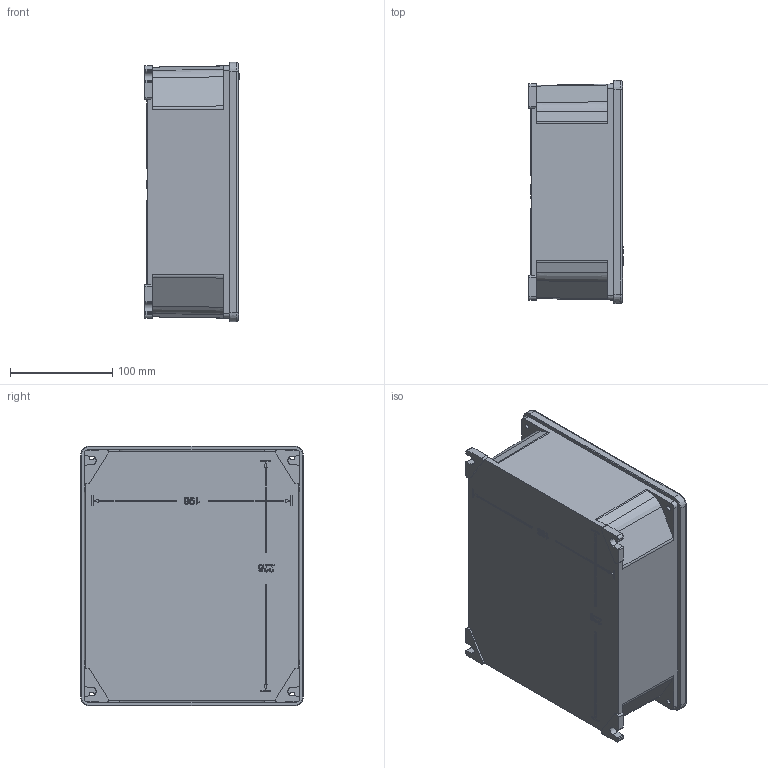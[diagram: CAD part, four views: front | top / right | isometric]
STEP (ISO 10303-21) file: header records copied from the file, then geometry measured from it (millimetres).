
FILE_DESCRIPTION( ( 'STEP AP214' ), '1' );
FILE_NAME( '65304.stp', '2018-12-14T19:54:27', ( '' ), ( '' ), ' ', 'PARTsolutions', ' ' );
FILE_SCHEMA( ( 'AUTOMOTIVE_DESIGN { 1 0 10303 214 1 1 1 1 }' ) );
Length unit declared in the file: millimetre
Products named in the file (3): 65304; _65304_1; _65304_2
Assembly tree (2 placements, depth 2):
  65304
    _65304_1
    _65304_2
Bounding box: 92 x 218 x 254 mm (x, y, z)
Volume: 505798.4 mm3; surface area: 375591.9 mm2
Topology: 2 solids, 2 shells, 477 faces, 1292 edges, 849 vertices
Faces by surface type: plane 280, cylinder 124, cone 64, torus 8, sphere 1
Full cylindrical faces by diameter (mm): 2.652 x2, 3.016 x3, 4.917 x4, 5.5 x7, 7 x4, 9.7 x1, 12 x4
Entity records: 18737 total; most frequent: DIRECTION 2617, CARTESIAN_POINT 2581, ORIENTED_EDGE 2514, EDGE_CURVE 1257, AXIS2_PLACEMENT_3D 880, LINE 857, VECTOR 857, VERTEX_POINT 844
